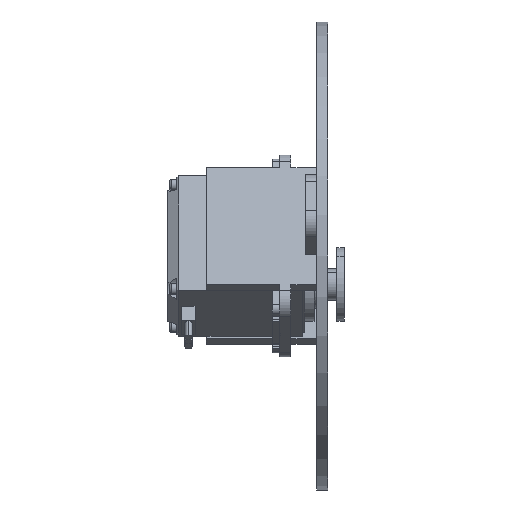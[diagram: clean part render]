
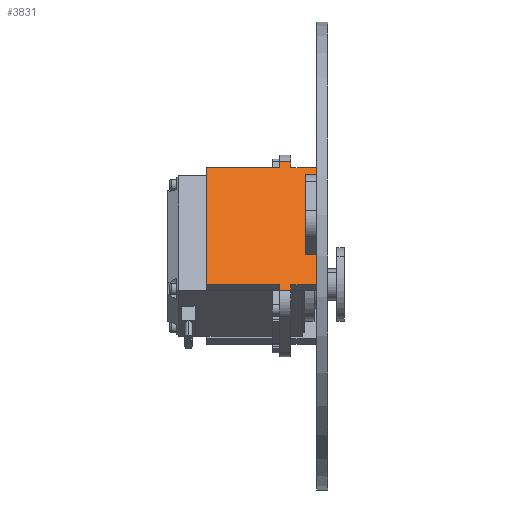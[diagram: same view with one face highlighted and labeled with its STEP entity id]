
A CAD part, left-side view. The second image highlights one B-rep face of the part: STEP entity #3831.
In plain terms, the highlighted face is planar.
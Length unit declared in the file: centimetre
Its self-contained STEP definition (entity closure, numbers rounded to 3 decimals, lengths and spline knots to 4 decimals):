
#37 = VERTEX_POINT ( 'NONE', #16907 ) ;
#57 = DIRECTION ( 'NONE',  ( 0., 1., 0. ) ) ;
#403 = VERTEX_POINT ( 'NONE', #13036 ) ;
#423 = ORIENTED_EDGE ( 'NONE', *, *, #10231, .F. ) ;
#784 = VECTOR ( 'NONE', #15221, 100. ) ;
#1035 = ORIENTED_EDGE ( 'NONE', *, *, #11514, .T. ) ;
#1236 = LINE ( 'NONE', #9076, #16606 ) ;
#1489 = CARTESIAN_POINT ( 'NONE',  ( -1., -0.7, -1.285 ) ) ;
#1604 = CARTESIAN_POINT ( 'NONE',  ( 2.75, 0.3, -1.285 ) ) ;
#1694 = ORIENTED_EDGE ( 'NONE', *, *, #15482, .T. ) ;
#1755 = LINE ( 'NONE', #12219, #10655 ) ;
#1961 = DIRECTION ( 'NONE',  ( 0., 1., 0. ) ) ;
#2295 = VERTEX_POINT ( 'NONE', #7920 ) ;
#2502 = CARTESIAN_POINT ( 'NONE',  ( -2.25, 0.3, -1.285 ) ) ;
#2744 = DIRECTION ( 'NONE',  ( -1., 0., 0. ) ) ;
#2992 = VERTEX_POINT ( 'NONE', #3439 ) ;
#3439 = CARTESIAN_POINT ( 'NONE',  ( -1., -0.7, -1.285 ) ) ;
#3729 = EDGE_CURVE ( 'NONE', #403, #16239, #12699, .T. ) ;
#3831 = ADVANCED_FACE ( 'NONE', ( #5201 ), #17150, .F. ) ;
#3871 = VECTOR ( 'NONE', #12591, 100. ) ;
#3928 = VECTOR ( 'NONE', #12253, 100. ) ;
#3945 = DIRECTION ( 'NONE',  ( -1., 0., 0. ) ) ;
#4057 = CARTESIAN_POINT ( 'NONE',  ( 2.75, 0., -1.285 ) ) ;
#4263 = ORIENTED_EDGE ( 'NONE', *, *, #5058, .F. ) ;
#4499 = VERTEX_POINT ( 'NONE', #16665 ) ;
#4676 = AXIS2_PLACEMENT_3D ( 'NONE', #11836, #7903, #11917 ) ;
#4755 = VECTOR ( 'NONE', #8107, 100. ) ;
#4833 = EDGE_CURVE ( 'NONE', #16257, #11214, #5331, .T. ) ;
#4889 = EDGE_LOOP ( 'NONE', ( #12895, #12692, #13980, #10598, #10734, #1694, #11278, #12982, #423, #10003, #9065, #10456, #7995, #9711, #4263, #1035 ) ) ;
#5058 = EDGE_CURVE ( 'NONE', #10072, #4499, #1755, .T. ) ;
#5107 = DIRECTION ( 'NONE',  ( 0., -1., 0. ) ) ;
#5201 = FACE_OUTER_BOUND ( 'NONE', #4889, .T. ) ;
#5331 = LINE ( 'NONE', #13508, #9528 ) ;
#5484 = VERTEX_POINT ( 'NONE', #6944 ) ;
#5658 = LINE ( 'NONE', #16219, #4755 ) ;
#5911 = EDGE_CURVE ( 'NONE', #14034, #13286, #10859, .T. ) ;
#6272 = LINE ( 'NONE', #15782, #12828 ) ;
#6325 = LINE ( 'NONE', #10258, #13212 ) ;
#6365 = CARTESIAN_POINT ( 'NONE',  ( -2.05, -0.7, -1.285 ) ) ;
#6535 = EDGE_CURVE ( 'NONE', #5484, #7091, #6272, .T. ) ;
#6549 = CARTESIAN_POINT ( 'NONE',  ( -2.05, 0.3, -1.285 ) ) ;
#6556 = CARTESIAN_POINT ( 'NONE',  ( 2.05, 0., -1.285 ) ) ;
#6727 = EDGE_CURVE ( 'NONE', #2295, #5484, #5658, .T. ) ;
#6923 = DIRECTION ( 'NONE',  ( -1., 0., 0. ) ) ;
#6944 = CARTESIAN_POINT ( 'NONE',  ( -2.05, 0., -1.285 ) ) ;
#7091 = VERTEX_POINT ( 'NONE', #12021 ) ;
#7178 = CARTESIAN_POINT ( 'NONE',  ( 2.05, 2.3, -1.285 ) ) ;
#7819 = EDGE_CURVE ( 'NONE', #11214, #2992, #9072, .T. ) ;
#7903 = DIRECTION ( 'NONE',  ( 0., 0., 1. ) ) ;
#7920 = CARTESIAN_POINT ( 'NONE',  ( -2.05, -0.7, -1.285 ) ) ;
#7995 = ORIENTED_EDGE ( 'NONE', *, *, #8898, .T. ) ;
#8073 = LINE ( 'NONE', #2502, #15223 ) ;
#8107 = DIRECTION ( 'NONE',  ( 0., 1., 0. ) ) ;
#8558 = EDGE_CURVE ( 'NONE', #4499, #9081, #9214, .T. ) ;
#8898 = EDGE_CURVE ( 'NONE', #14474, #9081, #10681, .T. ) ;
#8983 = DIRECTION ( 'NONE',  ( 1., 0., 0. ) ) ;
#9065 = ORIENTED_EDGE ( 'NONE', *, *, #5911, .F. ) ;
#9072 = LINE ( 'NONE', #1489, #13047 ) ;
#9076 = CARTESIAN_POINT ( 'NONE',  ( 2.75, 0.3, -1.285 ) ) ;
#9081 = VERTEX_POINT ( 'NONE', #6556 ) ;
#9214 = LINE ( 'NONE', #10779, #3928 ) ;
#9230 = DIRECTION ( 'NONE',  ( 0., -1., 0. ) ) ;
#9428 = VECTOR ( 'NONE', #1961, 100. ) ;
#9434 = DIRECTION ( 'NONE',  ( 1., 0., 0. ) ) ;
#9468 = VECTOR ( 'NONE', #6923, 100. ) ;
#9485 = CARTESIAN_POINT ( 'NONE',  ( 2.25, 0.3, -1.285 ) ) ;
#9510 = DIRECTION ( 'NONE',  ( 0., -1., 0. ) ) ;
#9528 = VECTOR ( 'NONE', #14822, 100. ) ;
#9711 = ORIENTED_EDGE ( 'NONE', *, *, #8558, .F. ) ;
#10003 = ORIENTED_EDGE ( 'NONE', *, *, #14276, .T. ) ;
#10057 = LINE ( 'NONE', #7178, #3871 ) ;
#10072 = VERTEX_POINT ( 'NONE', #13379 ) ;
#10113 = VECTOR ( 'NONE', #8983, 100. ) ;
#10231 = EDGE_CURVE ( 'NONE', #37, #403, #10057, .T. ) ;
#10258 = CARTESIAN_POINT ( 'NONE',  ( 2.05, 2.3, -1.285 ) ) ;
#10449 = CARTESIAN_POINT ( 'NONE',  ( -1., -0.4, -1.285 ) ) ;
#10456 = ORIENTED_EDGE ( 'NONE', *, *, #13785, .T. ) ;
#10554 = DIRECTION ( 'NONE',  ( -1., 0., 0. ) ) ;
#10598 = ORIENTED_EDGE ( 'NONE', *, *, #6727, .T. ) ;
#10655 = VECTOR ( 'NONE', #9434, 100. ) ;
#10681 = LINE ( 'NONE', #4057, #12277 ) ;
#10734 = ORIENTED_EDGE ( 'NONE', *, *, #6535, .T. ) ;
#10736 = CARTESIAN_POINT ( 'NONE',  ( -2.25, 0.3, -1.285 ) ) ;
#10779 = CARTESIAN_POINT ( 'NONE',  ( 2.05, -0.7, -1.285 ) ) ;
#10859 = LINE ( 'NONE', #1604, #9468 ) ;
#11214 = VERTEX_POINT ( 'NONE', #10449 ) ;
#11278 = ORIENTED_EDGE ( 'NONE', *, *, #16231, .F. ) ;
#11489 = CARTESIAN_POINT ( 'NONE',  ( -2.05, 2.3, -1.285 ) ) ;
#11514 = EDGE_CURVE ( 'NONE', #10072, #16257, #12840, .T. ) ;
#11836 = CARTESIAN_POINT ( 'NONE',  ( 2.75, 0.3, -1.285 ) ) ;
#11917 = DIRECTION ( 'NONE',  ( 1., 0., 0. ) ) ;
#12021 = CARTESIAN_POINT ( 'NONE',  ( -2.25, 0., -1.285 ) ) ;
#12123 = VERTEX_POINT ( 'NONE', #10736 ) ;
#12219 = CARTESIAN_POINT ( 'NONE',  ( -2.05, -0.7, -1.285 ) ) ;
#12253 = DIRECTION ( 'NONE',  ( 0., 1., 0. ) ) ;
#12277 = VECTOR ( 'NONE', #2744, 100. ) ;
#12591 = DIRECTION ( 'NONE',  ( -1., 0., 0. ) ) ;
#12692 = ORIENTED_EDGE ( 'NONE', *, *, #7819, .T. ) ;
#12699 = LINE ( 'NONE', #11489, #784 ) ;
#12828 = VECTOR ( 'NONE', #10554, 100. ) ;
#12840 = LINE ( 'NONE', #13975, #9428 ) ;
#12895 = ORIENTED_EDGE ( 'NONE', *, *, #4833, .T. ) ;
#12982 = ORIENTED_EDGE ( 'NONE', *, *, #3729, .F. ) ;
#12984 = CARTESIAN_POINT ( 'NONE',  ( 2.05, 0.3, -1.285 ) ) ;
#13036 = CARTESIAN_POINT ( 'NONE',  ( -2.05, 2.3, -1.285 ) ) ;
#13047 = VECTOR ( 'NONE', #9510, 100. ) ;
#13212 = VECTOR ( 'NONE', #5107, 100. ) ;
#13286 = VERTEX_POINT ( 'NONE', #12984 ) ;
#13310 = CARTESIAN_POINT ( 'NONE',  ( 2.25, 0.3, -1.285 ) ) ;
#13345 = EDGE_CURVE ( 'NONE', #2295, #2992, #16836, .T. ) ;
#13379 = CARTESIAN_POINT ( 'NONE',  ( 1., -0.7, -1.285 ) ) ;
#13508 = CARTESIAN_POINT ( 'NONE',  ( -1., -0.4, -1.285 ) ) ;
#13785 = EDGE_CURVE ( 'NONE', #14034, #14474, #15678, .T. ) ;
#13975 = CARTESIAN_POINT ( 'NONE',  ( 1., -0.7, -1.285 ) ) ;
#13980 = ORIENTED_EDGE ( 'NONE', *, *, #13345, .F. ) ;
#14034 = VERTEX_POINT ( 'NONE', #9485 ) ;
#14276 = EDGE_CURVE ( 'NONE', #37, #13286, #6325, .T. ) ;
#14278 = VECTOR ( 'NONE', #9230, 100. ) ;
#14474 = VERTEX_POINT ( 'NONE', #16594 ) ;
#14822 = DIRECTION ( 'NONE',  ( -1., 0., 0. ) ) ;
#15221 = DIRECTION ( 'NONE',  ( 0., -1., 0. ) ) ;
#15223 = VECTOR ( 'NONE', #57, 100. ) ;
#15482 = EDGE_CURVE ( 'NONE', #7091, #12123, #8073, .T. ) ;
#15623 = CARTESIAN_POINT ( 'NONE',  ( 1., -0.4, -1.285 ) ) ;
#15678 = LINE ( 'NONE', #13310, #14278 ) ;
#15782 = CARTESIAN_POINT ( 'NONE',  ( 2.75, 0., -1.285 ) ) ;
#16219 = CARTESIAN_POINT ( 'NONE',  ( -2.05, -0.7, -1.285 ) ) ;
#16231 = EDGE_CURVE ( 'NONE', #16239, #12123, #1236, .T. ) ;
#16239 = VERTEX_POINT ( 'NONE', #6549 ) ;
#16257 = VERTEX_POINT ( 'NONE', #15623 ) ;
#16594 = CARTESIAN_POINT ( 'NONE',  ( 2.25, 0., -1.285 ) ) ;
#16606 = VECTOR ( 'NONE', #3945, 100. ) ;
#16665 = CARTESIAN_POINT ( 'NONE',  ( 2.05, -0.7, -1.285 ) ) ;
#16836 = LINE ( 'NONE', #6365, #10113 ) ;
#16907 = CARTESIAN_POINT ( 'NONE',  ( 2.05, 2.3, -1.285 ) ) ;
#17150 = PLANE ( 'NONE',  #4676 ) ;
